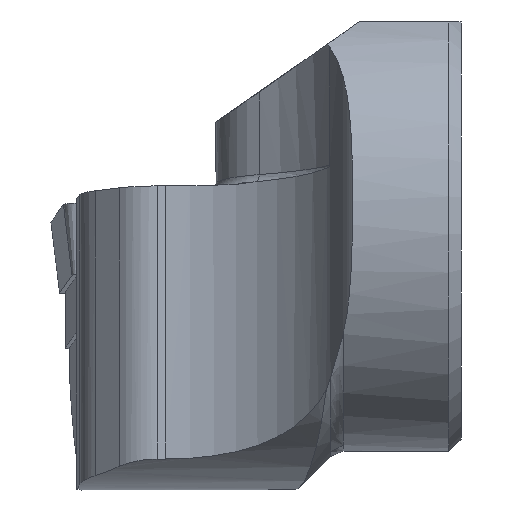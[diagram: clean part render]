
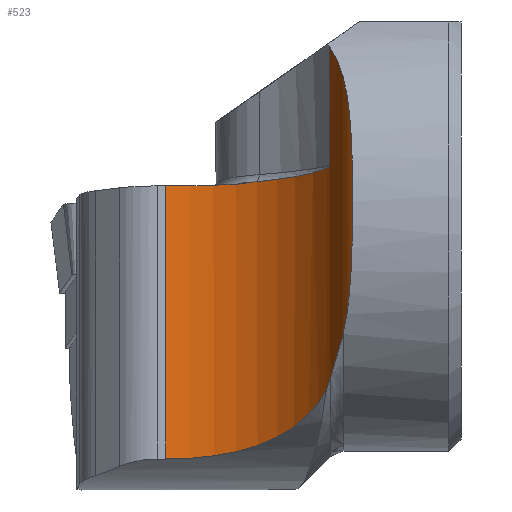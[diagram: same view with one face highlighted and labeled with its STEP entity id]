
A CAD part, front view. The second image highlights one B-rep face of the part: STEP entity #523.
In plain terms, the highlighted cylindrical face has radius 10.5 mm (diameter 21 mm), a partial arc.
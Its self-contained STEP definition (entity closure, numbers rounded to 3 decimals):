
#423=B_SPLINE_CURVE_WITH_KNOTS('',3,(#1961,#1962,#1963,#1964),
 .UNSPECIFIED.,.F.,.F.,(4,4),(0.,1.),.UNSPECIFIED.);
#428=B_SPLINE_CURVE_WITH_KNOTS('',3,(#2048,#2049,#2050,#2051,#2052,#2053),
 .UNSPECIFIED.,.F.,.F.,(4,2,4),(0.,0.5,1.),.UNSPECIFIED.);
#429=B_SPLINE_CURVE_WITH_KNOTS('',3,(#2055,#2056,#2057,#2058,#2059,#2060,
#2061),.UNSPECIFIED.,.F.,.F.,(4,3,4),(0.,0.707,1.),
 .UNSPECIFIED.);
#430=B_SPLINE_CURVE_WITH_KNOTS('',3,(#2063,#2064,#2065,#2066,#2067,#2068,
#2069,#2070,#2071,#2072),.UNSPECIFIED.,.F.,.F.,(4,2,2,2,4),(0.,0.25,0.5,
0.75,1.),.UNSPECIFIED.);
#431=B_SPLINE_CURVE_WITH_KNOTS('',3,(#2076,#2077,#2078,#2079,#2080,#2081,
#2082,#2083,#2084,#2085,#2086,#2087,#2088,#2089),.UNSPECIFIED.,.F.,.F.,
(4,2,2,2,2,2,4),(0.,0.031,0.063,0.125,0.25,0.5,
1.),.UNSPECIFIED.);
#432=B_SPLINE_CURVE_WITH_KNOTS('',3,(#2091,#2092,#2093,#2094,#2095,#2096,
#2097),.UNSPECIFIED.,.F.,.F.,(4,3,4),(0.,0.224,1.),
 .UNSPECIFIED.);
#450=CYLINDRICAL_SURFACE('',#1474,10.5);
#475=CIRCLE('',#1473,10.5);
#523=ADVANCED_FACE('',(#612),#450,.F.);
#612=FACE_OUTER_BOUND('',#669,.T.);
#669=EDGE_LOOP('',(#814,#815,#816,#817,#818,#819,#820,#821,#822));
#814=ORIENTED_EDGE('',*,*,#1195,.T.);
#815=ORIENTED_EDGE('',*,*,#1167,.F.);
#816=ORIENTED_EDGE('',*,*,#1196,.F.);
#817=ORIENTED_EDGE('',*,*,#1197,.F.);
#818=ORIENTED_EDGE('',*,*,#1198,.T.);
#819=ORIENTED_EDGE('',*,*,#1199,.T.);
#820=ORIENTED_EDGE('',*,*,#1200,.T.);
#821=ORIENTED_EDGE('',*,*,#1201,.T.);
#822=ORIENTED_EDGE('',*,*,#1202,.T.);
#1048=VERTEX_POINT('',#1945);
#1052=VERTEX_POINT('',#1960);
#1074=VERTEX_POINT('',#2054);
#1075=VERTEX_POINT('',#2062);
#1076=VERTEX_POINT('',#2073);
#1077=VERTEX_POINT('',#2075);
#1078=VERTEX_POINT('',#2090);
#1079=VERTEX_POINT('',#2098);
#1080=VERTEX_POINT('',#2100);
#1167=EDGE_CURVE('',#1052,#1048,#423,.T.);
#1195=EDGE_CURVE('',#1074,#1048,#428,.T.);
#1196=EDGE_CURVE('',#1075,#1052,#429,.T.);
#1197=EDGE_CURVE('',#1076,#1075,#430,.T.);
#1198=EDGE_CURVE('',#1076,#1077,#1325,.T.);
#1199=EDGE_CURVE('',#1077,#1078,#431,.T.);
#1200=EDGE_CURVE('',#1078,#1079,#432,.T.);
#1201=EDGE_CURVE('',#1079,#1080,#475,.T.);
#1202=EDGE_CURVE('',#1080,#1074,#1326,.T.);
#1325=LINE('',#2074,#1402);
#1326=LINE('',#2101,#1403);
#1402=VECTOR('',#1674,1.);
#1403=VECTOR('',#1677,1.);
#1473=AXIS2_PLACEMENT_3D('',#2099,#1675,#1676);
#1474=AXIS2_PLACEMENT_3D('',#2102,#1678,#1679);
#1674=DIRECTION('',(0.,-0.122,-0.993));
#1675=DIRECTION('',(0.,0.122,0.993));
#1676=DIRECTION('',(0.,-0.993,0.122));
#1677=DIRECTION('',(0.,-0.122,-0.993));
#1678=DIRECTION('',(0.,-0.122,-0.993));
#1679=DIRECTION('',(0.,-0.993,0.122));
#1945=CARTESIAN_POINT('',(15.473,-9.371,-9.05));
#1960=CARTESIAN_POINT('',(15.707,-9.693,-8.349));
#1961=CARTESIAN_POINT('',(15.707,-9.693,-8.349));
#1962=CARTESIAN_POINT('',(15.634,-9.587,-8.585));
#1963=CARTESIAN_POINT('',(15.555,-9.479,-8.818));
#1964=CARTESIAN_POINT('',(15.473,-9.371,-9.05));
#2048=CARTESIAN_POINT('',(6.5,-4.761,-12.918));
#2049=CARTESIAN_POINT('',(8.433,-4.761,-12.918));
#2050=CARTESIAN_POINT('',(10.328,-5.284,-12.669));
#2051=CARTESIAN_POINT('',(13.494,-7.052,-11.45));
#2052=CARTESIAN_POINT('',(14.717,-8.287,-10.429));
#2053=CARTESIAN_POINT('',(15.473,-9.371,-9.05));
#2054=CARTESIAN_POINT('',(6.5,-4.761,-12.918));
#2055=CARTESIAN_POINT('',(16.414,-10.999,-5.939));
#2056=CARTESIAN_POINT('',(16.282,-10.688,-6.515));
#2057=CARTESIAN_POINT('',(16.117,-10.356,-7.07));
#2058=CARTESIAN_POINT('',(15.936,-10.051,-7.635));
#2059=CARTESIAN_POINT('',(15.861,-9.924,-7.87));
#2060=CARTESIAN_POINT('',(15.783,-9.802,-8.106));
#2061=CARTESIAN_POINT('',(15.707,-9.693,-8.349));
#2062=CARTESIAN_POINT('',(16.414,-10.999,-5.939));
#2063=CARTESIAN_POINT('',(15.664,-7.347,10.113));
#2064=CARTESIAN_POINT('',(16.234,-8.476,9.293));
#2065=CARTESIAN_POINT('',(16.533,-9.548,8.205));
#2066=CARTESIAN_POINT('',(16.864,-11.214,5.722));
#2067=CARTESIAN_POINT('',(16.91,-11.832,4.303));
#2068=CARTESIAN_POINT('',(16.947,-12.516,1.366));
#2069=CARTESIAN_POINT('',(16.941,-12.589,-0.174));
#2070=CARTESIAN_POINT('',(16.826,-12.187,-3.162));
#2071=CARTESIAN_POINT('',(16.717,-11.71,-4.622));
#2072=CARTESIAN_POINT('',(16.414,-10.999,-5.939));
#2073=CARTESIAN_POINT('',(15.664,-7.347,10.113));
#2074=CARTESIAN_POINT('',(15.664,-8.462,1.039));
#2075=CARTESIAN_POINT('',(15.664,-8.16,3.491));
#2076=CARTESIAN_POINT('',(15.664,-8.16,3.491));
#2077=CARTESIAN_POINT('',(15.664,-8.168,3.43));
#2078=CARTESIAN_POINT('',(15.616,-8.084,3.416));
#2079=CARTESIAN_POINT('',(15.556,-7.986,3.374));
#2080=CARTESIAN_POINT('',(15.526,-7.936,3.357));
#2081=CARTESIAN_POINT('',(15.433,-7.786,3.307));
#2082=CARTESIAN_POINT('',(15.368,-7.686,3.28));
#2083=CARTESIAN_POINT('',(15.17,-7.389,3.201));
#2084=CARTESIAN_POINT('',(15.031,-7.194,3.156));
#2085=CARTESIAN_POINT('',(14.592,-6.623,3.03));
#2086=CARTESIAN_POINT('',(14.272,-6.26,2.958));
#2087=CARTESIAN_POINT('',(13.241,-5.244,2.764));
#2088=CARTESIAN_POINT('',(12.456,-4.659,2.663));
#2089=CARTESIAN_POINT('',(11.604,-4.191,2.583));
#2090=CARTESIAN_POINT('',(11.604,-4.191,2.583));
#2091=CARTESIAN_POINT('',(11.604,-4.191,2.583));
#2092=CARTESIAN_POINT('',(11.519,-4.145,2.575));
#2093=CARTESIAN_POINT('',(11.435,-4.1,2.565));
#2094=CARTESIAN_POINT('',(11.35,-4.057,2.553));
#2095=CARTESIAN_POINT('',(11.054,-3.907,2.511));
#2096=CARTESIAN_POINT('',(10.751,-3.774,2.448));
#2097=CARTESIAN_POINT('',(10.441,-3.649,2.433));
#2098=CARTESIAN_POINT('',(10.441,-3.649,2.433));
#2099=CARTESIAN_POINT('',(6.5,-13.309,3.619));
#2100=CARTESIAN_POINT('',(6.5,-2.887,2.34));
#2101=CARTESIAN_POINT('',(6.5,3.243,52.265));
#2102=CARTESIAN_POINT('',(6.5,-7.179,53.544));
